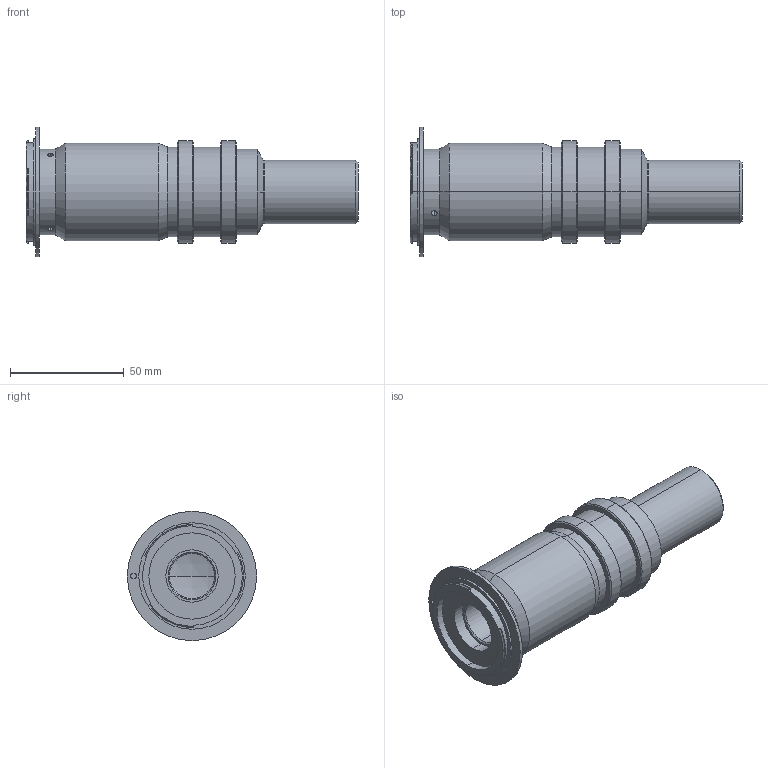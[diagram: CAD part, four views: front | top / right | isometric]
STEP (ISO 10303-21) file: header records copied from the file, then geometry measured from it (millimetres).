
FILE_DESCRIPTION (( 'STEP AP214' ), '1' );
FILE_NAME ('4M09_F.STEP', '2013-05-10T13:54:40', ( 'Work' ), ( '' ), 'SwSTEP 2.0', 'SolidWorks 2013', '' );
FILE_SCHEMA (( 'AUTOMOTIVE_DESIGN' ));
Length unit declared in the file: millimetre
Products named in the file (1): 4M09_F
Bounding box: 146.21 x 56.9 x 56.9 mm (x, y, z)
Surface area: 31717 mm2 (no closed solid volume)
Topology: 0 solids, 9 shells, 117 faces, 310 edges, 205 vertices
Faces by surface type: cylinder 61, plane 30, cone 24, sphere 2
Entity records: 5375 total; most frequent: CARTESIAN_POINT 1111, DIRECTION 669, ORIENTED_EDGE 538, EDGE_CURVE 310, AXIS2_PLACEMENT_3D 269, VERTEX_POINT 205, CIRCLE 151, EDGE_LOOP 138
